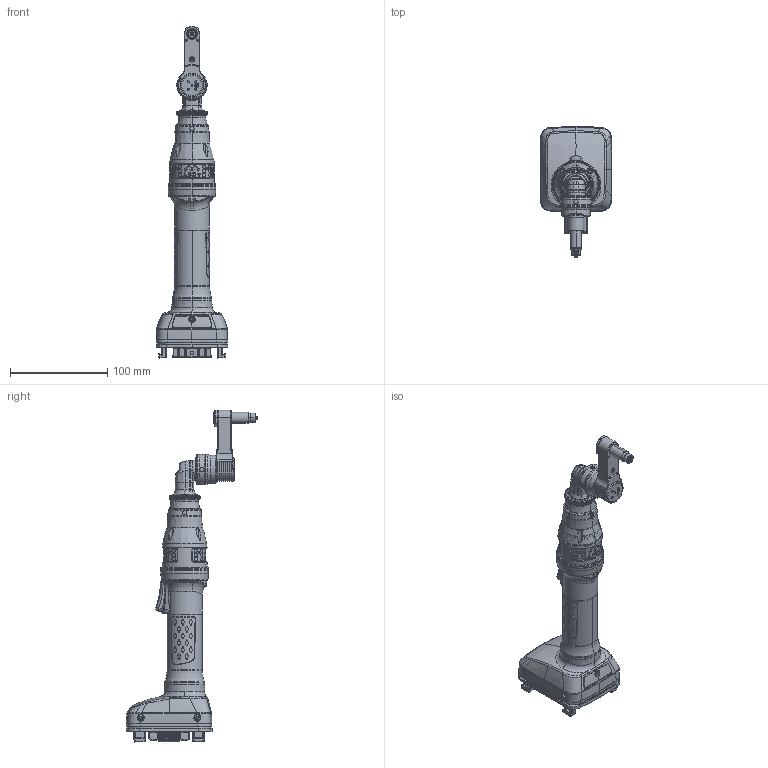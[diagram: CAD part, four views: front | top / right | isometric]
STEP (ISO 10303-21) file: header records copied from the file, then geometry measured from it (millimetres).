
FILE_DESCRIPTION((''),'2;1');
FILE_NAME('EXT_COMP_SW0002','2023-05-31T10:45:10',('INEdipo'),(''),'CREO PARAMETRIC BY PTC INC, 2022414','CREO PARAMETRIC BY PTC INC, 2022414','');
FILE_SCHEMA(('CONFIG_CONTROL_DESIGN'));
Products named in the file (1): EXT_COMP_SW0002
Bounding box: 73.4 x 135.55 x 341.08 mm (x, y, z)
Volume: 467035.8 mm3; surface area: 84662.9 mm2
Topology: 2 solids, 7 shells, 10140 faces, 21471 edges, 11488 vertices
Faces by surface type: plane 6653, cylinder 1197, bspline 1196, torus 718, cone 230, extrusion 97, sphere 44, revolution 5
Entity records: 362217 total; most frequent: CARTESIAN_POINT 167127, ORIENTED_EDGE 42920, DIRECTION 34415, EDGE_CURVE 21460, AXIS2_PLACEMENT_3D 11575, VERTEX_POINT 11488, VECTOR 11260, LINE 11163
